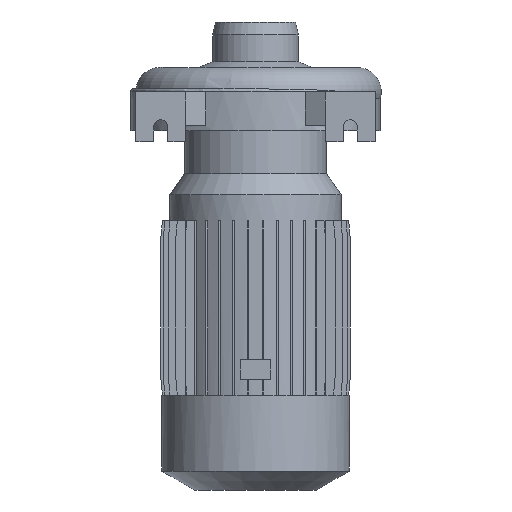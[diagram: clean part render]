
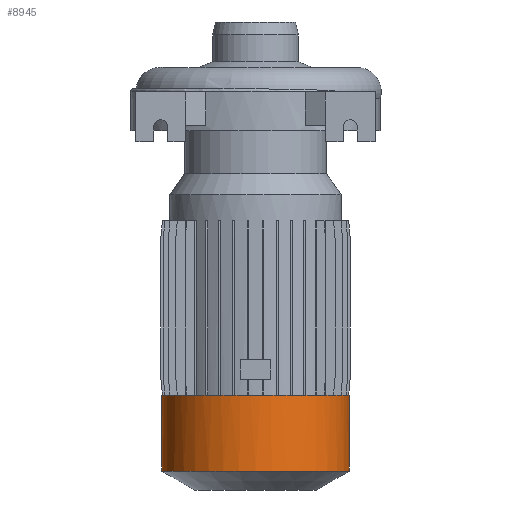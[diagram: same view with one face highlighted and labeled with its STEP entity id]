
A CAD part, front view. The second image highlights one B-rep face of the part: STEP entity #8945.
In plain terms, the highlighted cylindrical face has radius 94 mm (diameter 188 mm), a partial arc.
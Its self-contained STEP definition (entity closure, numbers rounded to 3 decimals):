
#385 = AXIS2_PLACEMENT_3D ( 'NONE', #1011, #2932, #3900 ) ;
#592 = DIRECTION ( 'NONE',  ( 0., 0., 1. ) ) ;
#698 = DIRECTION ( 'NONE',  ( 0., 0., 1. ) ) ;
#1011 = CARTESIAN_POINT ( 'NONE',  ( 0., 0., 70. ) ) ;
#1627 = CARTESIAN_POINT ( 'NONE',  ( -94., 0., 70. ) ) ;
#1910 = ORIENTED_EDGE ( 'NONE', *, *, #5543, .F. ) ;
#1967 = VECTOR ( 'NONE', #8196, 1000. ) ;
#2125 = VERTEX_POINT ( 'NONE', #2892 ) ;
#2188 = CARTESIAN_POINT ( 'NONE',  ( 94., 0., -304. ) ) ;
#2427 = AXIS2_PLACEMENT_3D ( 'NONE', #4451, #11212, #4510 ) ;
#2831 = CIRCLE ( 'NONE', #2427, 94. ) ;
#2892 = CARTESIAN_POINT ( 'NONE',  ( -94., 0., -304. ) ) ;
#2932 = DIRECTION ( 'NONE',  ( 0., 0., 1. ) ) ;
#2994 = FACE_OUTER_BOUND ( 'NONE', #8831, .T. ) ;
#3066 = VECTOR ( 'NONE', #698, 1000. ) ;
#3900 = DIRECTION ( 'NONE',  ( 1., 0., 0. ) ) ;
#4081 = ORIENTED_EDGE ( 'NONE', *, *, #11739, .F. ) ;
#4451 = CARTESIAN_POINT ( 'NONE',  ( 0., 0., -304. ) ) ;
#4510 = DIRECTION ( 'NONE',  ( 1., 0., 0. ) ) ;
#5543 = EDGE_CURVE ( 'NONE', #9246, #2125, #8156, .T. ) ;
#5734 = ORIENTED_EDGE ( 'NONE', *, *, #12075, .T. ) ;
#6613 = CARTESIAN_POINT ( 'NONE',  ( -94., 0., -380. ) ) ;
#7375 = CARTESIAN_POINT ( 'NONE',  ( 0., 0., -380. ) ) ;
#8156 = LINE ( 'NONE', #1627, #3066 ) ;
#8196 = DIRECTION ( 'NONE',  ( 0., 0., 1. ) ) ;
#8394 = EDGE_CURVE ( 'NONE', #11178, #10506, #9177, .T. ) ;
#8831 = EDGE_LOOP ( 'NONE', ( #1910, #5734, #11851, #4081 ) ) ;
#8945 = ADVANCED_FACE ( 'NONE', ( #2994 ), #11300, .T. ) ;
#9177 = LINE ( 'NONE', #11827, #1967 ) ;
#9246 = VERTEX_POINT ( 'NONE', #6613 ) ;
#9940 = CARTESIAN_POINT ( 'NONE',  ( 94., 0., -380. ) ) ;
#10506 = VERTEX_POINT ( 'NONE', #2188 ) ;
#10594 = AXIS2_PLACEMENT_3D ( 'NONE', #7375, #592, #11987 ) ;
#11178 = VERTEX_POINT ( 'NONE', #9940 ) ;
#11212 = DIRECTION ( 'NONE',  ( 0., 0., 1. ) ) ;
#11300 = CYLINDRICAL_SURFACE ( 'NONE', #385, 94. ) ;
#11585 = CIRCLE ( 'NONE', #10594, 94. ) ;
#11739 = EDGE_CURVE ( 'NONE', #2125, #10506, #2831, .T. ) ;
#11827 = CARTESIAN_POINT ( 'NONE',  ( 94., 0., 70. ) ) ;
#11851 = ORIENTED_EDGE ( 'NONE', *, *, #8394, .T. ) ;
#11987 = DIRECTION ( 'NONE',  ( 1., 0., 0. ) ) ;
#12075 = EDGE_CURVE ( 'NONE', #9246, #11178, #11585, .T. ) ;
